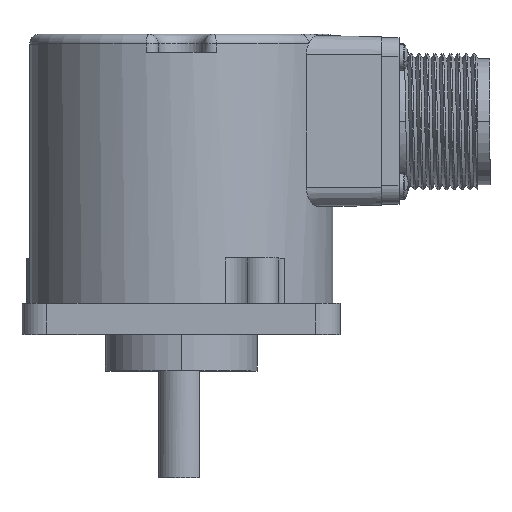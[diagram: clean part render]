
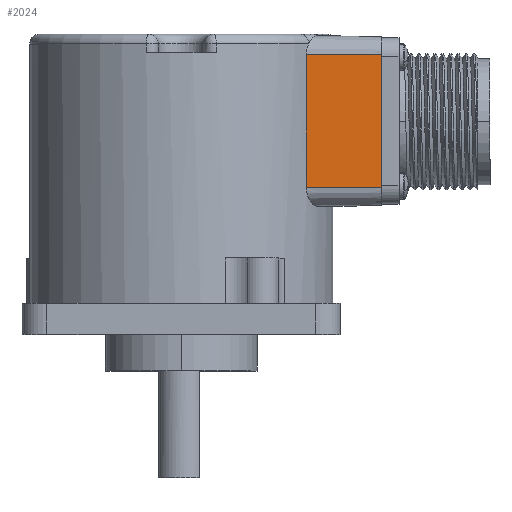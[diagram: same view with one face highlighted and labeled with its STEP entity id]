
A CAD part, top view. The second image highlights one B-rep face of the part: STEP entity #2024.
In plain terms, the highlighted face is planar.
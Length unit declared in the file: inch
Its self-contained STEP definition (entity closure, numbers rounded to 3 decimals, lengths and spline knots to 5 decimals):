
#649 = VERTEX_POINT ( 'NONE', #3342 ) ;
#1219 = ORIENTED_EDGE ( 'NONE', *, *, #15524, .T. ) ;
#1653 = DIRECTION ( 'NONE',  ( 1., 0.017, 0. ) ) ;
#2024 = ADVANCED_FACE ( 'NONE', ( #11845 ), #9198, .T. ) ;
#2388 = VECTOR ( 'NONE', #23361, 39.37008 ) ;
#2573 = VERTEX_POINT ( 'NONE', #7727 ) ;
#3295 = CARTESIAN_POINT ( 'NONE',  ( 1.65, -0.695, -0.07 ) ) ;
#3342 = CARTESIAN_POINT ( 'NONE',  ( 1.03168, -0.70579, -0.07 ) ) ;
#4656 = EDGE_LOOP ( 'NONE', ( #7603, #1219, #17159, #24171 ) ) ;
#5211 = CARTESIAN_POINT ( 'NONE',  ( 1.65, -0.695, -1.16 ) ) ;
#5529 = LINE ( 'NONE', #3295, #12743 ) ;
#5965 = LINE ( 'NONE', #12068, #2388 ) ;
#6214 = VECTOR ( 'NONE', #22368, 39.37008 ) ;
#7603 = ORIENTED_EDGE ( 'NONE', *, *, #22928, .F. ) ;
#7727 = CARTESIAN_POINT ( 'NONE',  ( 1.03168, -0.70579, -1.16 ) ) ;
#9198 = PLANE ( 'NONE',  #21004 ) ;
#10212 = CARTESIAN_POINT ( 'NONE',  ( 1.65, -0.695, -0.07 ) ) ;
#10244 = VERTEX_POINT ( 'NONE', #15518 ) ;
#10816 = VERTEX_POINT ( 'NONE', #23672 ) ;
#11406 = VECTOR ( 'NONE', #21556, 39.37008 ) ;
#11845 = FACE_OUTER_BOUND ( 'NONE', #4656, .T. ) ;
#12068 = CARTESIAN_POINT ( 'NONE',  ( 1.03168, -0.70579, 2.98404 ) ) ;
#12743 = VECTOR ( 'NONE', #16431, 39.37008 ) ;
#12966 = CARTESIAN_POINT ( 'NONE',  ( 1.65, -0.695, -0.07 ) ) ;
#15518 = CARTESIAN_POINT ( 'NONE',  ( 1.65, -0.695, -0.07 ) ) ;
#15524 = EDGE_CURVE ( 'NONE', #649, #2573, #5965, .T. ) ;
#16394 = LINE ( 'NONE', #5211, #6214 ) ;
#16431 = DIRECTION ( 'NONE',  ( 0., 0., -1. ) ) ;
#16949 = EDGE_CURVE ( 'NONE', #2573, #10816, #16394, .T. ) ;
#17159 = ORIENTED_EDGE ( 'NONE', *, *, #16949, .T. ) ;
#19583 = EDGE_CURVE ( 'NONE', #10244, #10816, #5529, .T. ) ;
#21004 = AXIS2_PLACEMENT_3D ( 'NONE', #12966, #24572, #1653 ) ;
#21555 = LINE ( 'NONE', #10212, #11406 ) ;
#21556 = DIRECTION ( 'NONE',  ( 1., 0.017, 0. ) ) ;
#22368 = DIRECTION ( 'NONE',  ( 1., 0.017, 0. ) ) ;
#22928 = EDGE_CURVE ( 'NONE', #649, #10244, #21555, .T. ) ;
#23361 = DIRECTION ( 'NONE',  ( 0., 0., -1. ) ) ;
#23672 = CARTESIAN_POINT ( 'NONE',  ( 1.65, -0.695, -1.16 ) ) ;
#24171 = ORIENTED_EDGE ( 'NONE', *, *, #19583, .F. ) ;
#24572 = DIRECTION ( 'NONE',  ( 0.017, -1., 0. ) ) ;
